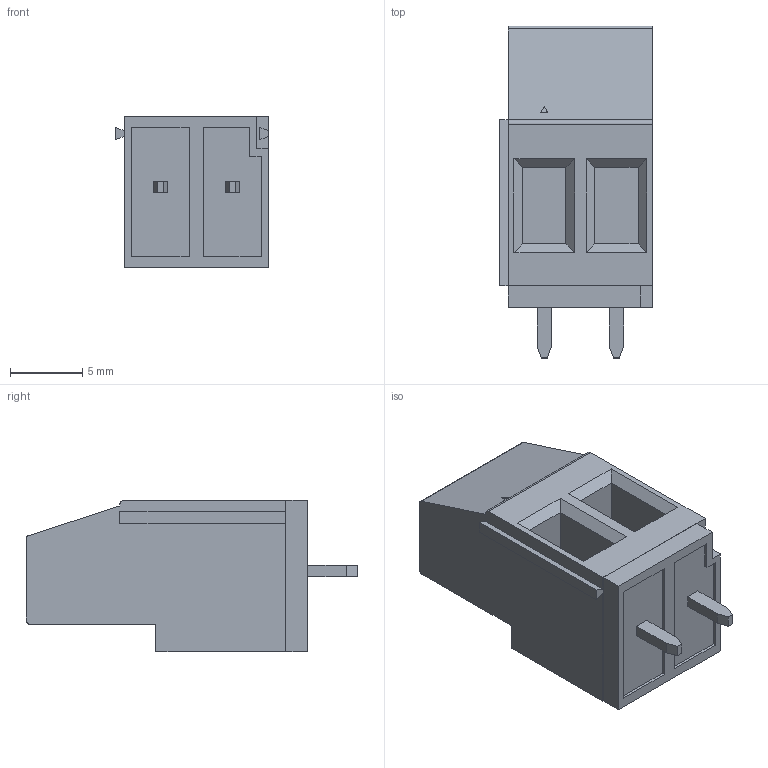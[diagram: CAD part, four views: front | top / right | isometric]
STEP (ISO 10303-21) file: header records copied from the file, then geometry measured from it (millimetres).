
FILE_DESCRIPTION (( 'STEP AP214' ), '1' );
FILE_NAME ('DG129-5.0-02P-14-00AH.STEP', '2021-01-12T19:34:09', ( '' ), ( '' ), 'SwSTEP 2.0', 'SolidWorks 2020', '' );
FILE_SCHEMA (( 'AUTOMOTIVE_DESIGN' ));
Length unit declared in the file: millimetre
Products named in the file (1): DG129-5.0-02P-14-00AH
Bounding box: 10.6 x 23 x 10.5 mm (x, y, z)
Volume: 1489.5 mm3; surface area: 1377.5 mm2
Topology: 1 solids, 1 shells, 409 faces, 1080 edges, 712 vertices
Faces by surface type: plane 219, bspline 159, cylinder 19, torus 10, cone 2
Entity records: 23720 total; most frequent: CARTESIAN_POINT 11217, ORIENTED_EDGE 2160, DIRECTION 1332, EDGE_CURVE 1080, VERTEX_POINT 712, VECTOR 686, LINE 686, EDGE_LOOP 448
